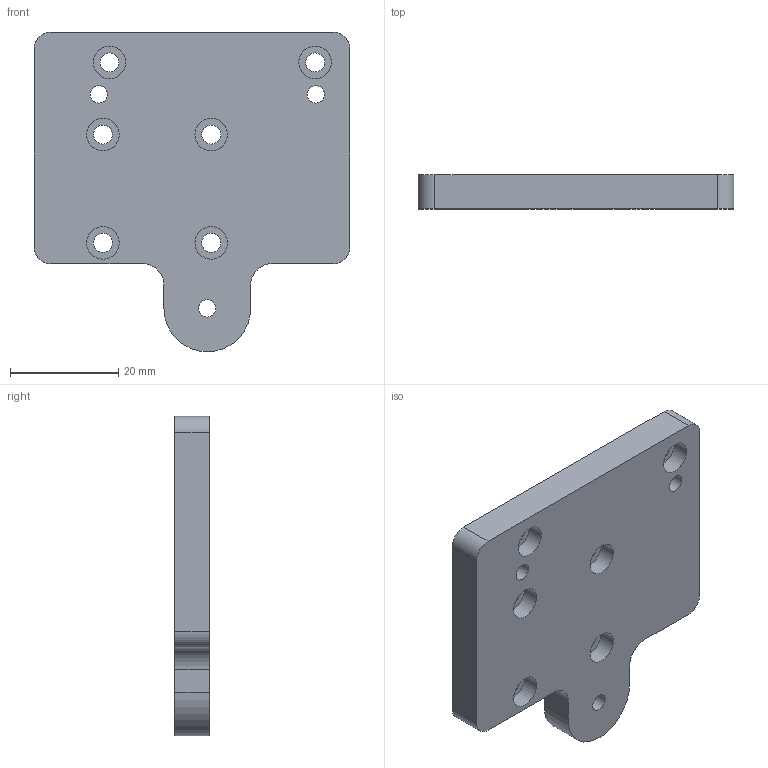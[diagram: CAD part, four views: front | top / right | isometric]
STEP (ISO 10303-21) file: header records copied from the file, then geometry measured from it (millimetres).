
FILE_DESCRIPTION(/* description */ (''),/* implementation_level */ '2;1');
FILE_NAME(/* name */ 'Sprite NEW v3.step',/* time_stamp */ '2022-12-17T13:50:34-05:00',/* author */ (''),/* organization */ (''),/* preprocessor_version */ 'ST-DEVELOPER v19.2',/* originating_system */ 'Autodesk Translation Framework v11.17.0.187',/* authorisation */ '');
FILE_SCHEMA (('AUTOMOTIVE_DESIGN { 1 0 10303 214 3 1 1 }'));
Length unit declared in the file: inch
Products named in the file (1): Sprite NEW
Bounding box: 58.3 x 6.35 x 58.98 mm (x, y, z)
Volume: 16383.9 mm3; surface area: 7431.1 mm2
Topology: 1 solids, 1 shells, 45 faces, 105 edges, 70 vertices
Faces by surface type: cylinder 26, plane 19
Full cylindrical faces by diameter (mm): 3.2 x3, 3.5 x6, 5.994 x2, 6 x4, 7.515 x1, 8.33 x1
Entity records: 1397 total; most frequent: DIRECTION 249, CARTESIAN_POINT 221, ORIENTED_EDGE 210, EDGE_CURVE 105, AXIS2_PLACEMENT_3D 98, EDGE_LOOP 71, VERTEX_POINT 70, LINE 53
